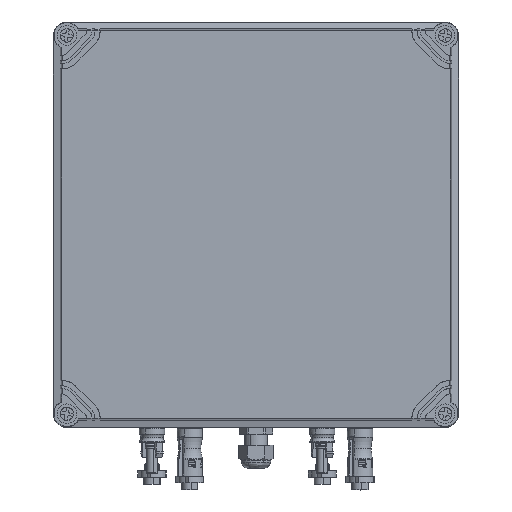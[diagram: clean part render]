
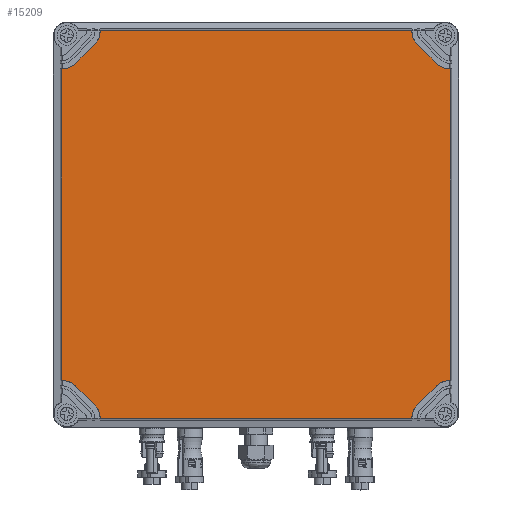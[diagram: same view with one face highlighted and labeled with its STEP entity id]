
A CAD part, top view. The second image highlights one B-rep face of the part: STEP entity #15209.
In plain terms, the highlighted planar face has unit normal (0, 0, 1).
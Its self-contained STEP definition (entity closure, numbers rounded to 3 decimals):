
#15012=AXIS2_PLACEMENT_3D('Circle Axis2P3D',#15010,#15011,$) ;
#15063=AXIS2_PLACEMENT_3D('Circle Axis2P3D',#15061,#15062,$) ;
#15078=AXIS2_PLACEMENT_3D('Plane Axis2P3D',#15075,#15076,#15077) ;
#15091=AXIS2_PLACEMENT_3D('Circle Axis2P3D',#15089,#15090,$) ;
#15105=AXIS2_PLACEMENT_3D('Circle Axis2P3D',#15103,#15104,$) ;
#15110=AXIS2_PLACEMENT_3D('Circle Axis2P3D',#15108,#15109,$) ;
#15124=AXIS2_PLACEMENT_3D('Circle Axis2P3D',#15122,#15123,$) ;
#15152=AXIS2_PLACEMENT_3D('Circle Axis2P3D',#15150,#15151,$) ;
#15166=AXIS2_PLACEMENT_3D('Circle Axis2P3D',#15164,#15165,$) ;
#14090=CARTESIAN_POINT('Vertex',(293.8,311.575,132.)) ;
#14107=CARTESIAN_POINT('Vertex',(292.908,311.577,132.)) ;
#14110=CARTESIAN_POINT('Line Origine',(293.354,311.571,132.)) ;
#14134=CARTESIAN_POINT('Vertex',(293.8,80.879,132.)) ;
#14137=CARTESIAN_POINT('Line Origine',(293.8,196.227,132.)) ;
#14169=CARTESIAN_POINT('Line Origine',(293.354,80.879,132.)) ;
#14173=CARTESIAN_POINT('Vertex',(292.907,80.879,132.)) ;
#14889=CARTESIAN_POINT('Vertex',(34.65,340.025,132.)) ;
#14906=CARTESIAN_POINT('Vertex',(34.648,339.132,132.)) ;
#14909=CARTESIAN_POINT('Line Origine',(34.654,339.579,132.)) ;
#14929=CARTESIAN_POINT('Line Origine',(149.998,340.025,132.)) ;
#14933=CARTESIAN_POINT('Vertex',(265.346,340.025,132.)) ;
#14961=CARTESIAN_POINT('Line Origine',(265.346,339.579,132.)) ;
#14965=CARTESIAN_POINT('Vertex',(265.346,339.132,132.)) ;
#15010=CARTESIAN_POINT('Axis2P3D Location',(279.346,339.525,132.)) ;
#15014=CARTESIAN_POINT('Vertex',(269.447,329.626,132.)) ;
#15040=CARTESIAN_POINT('Vertex',(283.401,315.672,132.)) ;
#15043=CARTESIAN_POINT('Line Origine',(276.424,322.649,132.)) ;
#15061=CARTESIAN_POINT('Axis2P3D Location',(293.3,325.571,132.)) ;
#15075=CARTESIAN_POINT('Axis2P3D Location',(6.2,52.425,132.)) ;
#15080=CARTESIAN_POINT('Line Origine',(265.349,52.871,132.)) ;
#15084=CARTESIAN_POINT('Vertex',(265.346,53.318,132.)) ;
#15086=CARTESIAN_POINT('Vertex',(265.35,52.425,132.)) ;
#15089=CARTESIAN_POINT('Axis2P3D Location',(279.356,52.915,132.)) ;
#15093=CARTESIAN_POINT('Vertex',(269.447,62.824,132.)) ;
#15096=CARTESIAN_POINT('Line Origine',(276.424,69.801,132.)) ;
#15100=CARTESIAN_POINT('Vertex',(283.401,76.778,132.)) ;
#15103=CARTESIAN_POINT('Axis2P3D Location',(293.31,66.869,132.)) ;
#15108=CARTESIAN_POINT('Axis2P3D Location',(20.644,339.535,132.)) ;
#15112=CARTESIAN_POINT('Vertex',(30.553,329.626,132.)) ;
#15115=CARTESIAN_POINT('Line Origine',(23.576,322.649,132.)) ;
#15119=CARTESIAN_POINT('Vertex',(16.599,315.672,132.)) ;
#15122=CARTESIAN_POINT('Axis2P3D Location',(6.69,325.581,132.)) ;
#15126=CARTESIAN_POINT('Vertex',(7.093,311.577,132.)) ;
#15129=CARTESIAN_POINT('Line Origine',(6.646,311.572,132.)) ;
#15133=CARTESIAN_POINT('Vertex',(6.2,311.571,132.)) ;
#15136=CARTESIAN_POINT('Line Origine',(6.2,196.223,132.)) ;
#15140=CARTESIAN_POINT('Vertex',(6.2,80.875,132.)) ;
#15143=CARTESIAN_POINT('Line Origine',(6.646,80.876,132.)) ;
#15147=CARTESIAN_POINT('Vertex',(7.093,80.879,132.)) ;
#15150=CARTESIAN_POINT('Axis2P3D Location',(6.69,66.869,132.)) ;
#15154=CARTESIAN_POINT('Vertex',(16.599,76.778,132.)) ;
#15157=CARTESIAN_POINT('Line Origine',(23.576,69.801,132.)) ;
#15161=CARTESIAN_POINT('Vertex',(30.553,62.824,132.)) ;
#15164=CARTESIAN_POINT('Axis2P3D Location',(20.644,52.915,132.)) ;
#15168=CARTESIAN_POINT('Vertex',(34.648,53.318,132.)) ;
#15171=CARTESIAN_POINT('Line Origine',(34.653,52.871,132.)) ;
#15175=CARTESIAN_POINT('Vertex',(34.654,52.425,132.)) ;
#15178=CARTESIAN_POINT('Line Origine',(150.002,52.425,132.)) ;
#14111=DIRECTION('Vector Direction',(1.,0.,0.)) ;
#14138=DIRECTION('Vector Direction',(0.,-1.,0.)) ;
#14170=DIRECTION('Vector Direction',(1.,0.,0.)) ;
#14910=DIRECTION('Vector Direction',(0.,1.,0.)) ;
#14930=DIRECTION('Vector Direction',(1.,0.,0.)) ;
#14962=DIRECTION('Vector Direction',(0.,1.,0.)) ;
#15011=DIRECTION('Axis2P3D Direction',(0.,0.,1.)) ;
#15044=DIRECTION('Vector Direction',(0.707,-0.707,0.)) ;
#15062=DIRECTION('Axis2P3D Direction',(0.,0.,1.)) ;
#15076=DIRECTION('Axis2P3D Direction',(0.,0.,1.)) ;
#15077=DIRECTION('Axis2P3D XDirection',(1.,0.,0.)) ;
#15081=DIRECTION('Vector Direction',(0.002,-1.,0.)) ;
#15090=DIRECTION('Axis2P3D Direction',(0.,0.,1.)) ;
#15097=DIRECTION('Vector Direction',(-0.707,-0.707,0.)) ;
#15104=DIRECTION('Axis2P3D Direction',(0.,0.,1.)) ;
#15109=DIRECTION('Axis2P3D Direction',(0.,0.,1.)) ;
#15116=DIRECTION('Vector Direction',(0.707,0.707,0.)) ;
#15123=DIRECTION('Axis2P3D Direction',(0.,0.,1.)) ;
#15130=DIRECTION('Vector Direction',(-1.,-0.002,0.)) ;
#15137=DIRECTION('Vector Direction',(0.,1.,0.)) ;
#15144=DIRECTION('Vector Direction',(-1.,-0.002,0.)) ;
#15151=DIRECTION('Axis2P3D Direction',(0.,0.,1.)) ;
#15158=DIRECTION('Vector Direction',(-0.707,0.707,0.)) ;
#15165=DIRECTION('Axis2P3D Direction',(0.,0.,1.)) ;
#15172=DIRECTION('Vector Direction',(0.002,-1.,0.)) ;
#15179=DIRECTION('Vector Direction',(-1.,0.,0.)) ;
#14112=VECTOR('Line Direction',#14111,1.) ;
#14139=VECTOR('Line Direction',#14138,1.) ;
#14171=VECTOR('Line Direction',#14170,1.) ;
#14911=VECTOR('Line Direction',#14910,1.) ;
#14931=VECTOR('Line Direction',#14930,1.) ;
#14963=VECTOR('Line Direction',#14962,1.) ;
#15045=VECTOR('Line Direction',#15044,1.) ;
#15082=VECTOR('Line Direction',#15081,1.) ;
#15098=VECTOR('Line Direction',#15097,1.) ;
#15117=VECTOR('Line Direction',#15116,1.) ;
#15131=VECTOR('Line Direction',#15130,1.) ;
#15138=VECTOR('Line Direction',#15137,1.) ;
#15145=VECTOR('Line Direction',#15144,1.) ;
#15159=VECTOR('Line Direction',#15158,1.) ;
#15173=VECTOR('Line Direction',#15172,1.) ;
#15180=VECTOR('Line Direction',#15179,1.) ;
#15184=ORIENTED_EDGE('',*,*,#15088,.F.) ;
#15185=ORIENTED_EDGE('',*,*,#15095,.F.) ;
#15186=ORIENTED_EDGE('',*,*,#15102,.F.) ;
#15187=ORIENTED_EDGE('',*,*,#15107,.F.) ;
#15188=ORIENTED_EDGE('',*,*,#14175,.T.) ;
#15189=ORIENTED_EDGE('',*,*,#14141,.F.) ;
#15190=ORIENTED_EDGE('',*,*,#14114,.F.) ;
#15191=ORIENTED_EDGE('',*,*,#15065,.F.) ;
#15192=ORIENTED_EDGE('',*,*,#15047,.F.) ;
#15193=ORIENTED_EDGE('',*,*,#15016,.F.) ;
#15194=ORIENTED_EDGE('',*,*,#14967,.T.) ;
#15195=ORIENTED_EDGE('',*,*,#14935,.F.) ;
#15196=ORIENTED_EDGE('',*,*,#14913,.F.) ;
#15197=ORIENTED_EDGE('',*,*,#15114,.F.) ;
#15198=ORIENTED_EDGE('',*,*,#15121,.F.) ;
#15199=ORIENTED_EDGE('',*,*,#15128,.F.) ;
#15200=ORIENTED_EDGE('',*,*,#15135,.T.) ;
#15201=ORIENTED_EDGE('',*,*,#15142,.F.) ;
#15202=ORIENTED_EDGE('',*,*,#15149,.F.) ;
#15203=ORIENTED_EDGE('',*,*,#15156,.F.) ;
#15204=ORIENTED_EDGE('',*,*,#15163,.F.) ;
#15205=ORIENTED_EDGE('',*,*,#15170,.F.) ;
#15206=ORIENTED_EDGE('',*,*,#15177,.T.) ;
#15207=ORIENTED_EDGE('',*,*,#15182,.F.) ;
#15209=ADVANCED_FACE('GH_FPC_30-30-13',(#15208),#15079,.T.) ;
#15013=CIRCLE('generated circle',#15012,14.) ;
#15064=CIRCLE('generated circle',#15063,14.) ;
#15092=CIRCLE('generated circle',#15091,14.014) ;
#15106=CIRCLE('generated circle',#15105,14.014) ;
#15111=CIRCLE('generated circle',#15110,14.014) ;
#15125=CIRCLE('generated circle',#15124,14.014) ;
#15153=CIRCLE('generated circle',#15152,14.014) ;
#15167=CIRCLE('generated circle',#15166,14.014) ;
#14114=EDGE_CURVE('',#14108,#14091,#14113,.T.) ;
#14141=EDGE_CURVE('',#14091,#14135,#14140,.T.) ;
#14175=EDGE_CURVE('',#14174,#14135,#14172,.T.) ;
#14913=EDGE_CURVE('',#14907,#14890,#14912,.T.) ;
#14935=EDGE_CURVE('',#14890,#14934,#14932,.T.) ;
#14967=EDGE_CURVE('',#14966,#14934,#14964,.T.) ;
#15016=EDGE_CURVE('',#14966,#15015,#15013,.T.) ;
#15047=EDGE_CURVE('',#15015,#15041,#15046,.T.) ;
#15065=EDGE_CURVE('',#15041,#14108,#15064,.T.) ;
#15088=EDGE_CURVE('',#15085,#15087,#15083,.T.) ;
#15095=EDGE_CURVE('',#15094,#15085,#15092,.T.) ;
#15102=EDGE_CURVE('',#15101,#15094,#15099,.T.) ;
#15107=EDGE_CURVE('',#14174,#15101,#15106,.T.) ;
#15114=EDGE_CURVE('',#15113,#14907,#15111,.T.) ;
#15121=EDGE_CURVE('',#15120,#15113,#15118,.T.) ;
#15128=EDGE_CURVE('',#15127,#15120,#15125,.T.) ;
#15135=EDGE_CURVE('',#15127,#15134,#15132,.T.) ;
#15142=EDGE_CURVE('',#15141,#15134,#15139,.T.) ;
#15149=EDGE_CURVE('',#15148,#15141,#15146,.T.) ;
#15156=EDGE_CURVE('',#15155,#15148,#15153,.T.) ;
#15163=EDGE_CURVE('',#15162,#15155,#15160,.T.) ;
#15170=EDGE_CURVE('',#15169,#15162,#15167,.T.) ;
#15177=EDGE_CURVE('',#15169,#15176,#15174,.T.) ;
#15182=EDGE_CURVE('',#15087,#15176,#15181,.T.) ;
#15183=EDGE_LOOP('',(#15184,#15185,#15186,#15187,#15188,#15189,#15190,#15191,#15192,#15193,#15194,#15195,#15196,#15197,#15198,#15199,#15200,#15201,#15202,#15203,#15204,#15205,#15206,#15207)) ;
#15208=FACE_OUTER_BOUND('',#15183,.T.) ;
#14113=LINE('Line',#14110,#14112) ;
#14140=LINE('Line',#14137,#14139) ;
#14172=LINE('Line',#14169,#14171) ;
#14912=LINE('Line',#14909,#14911) ;
#14932=LINE('Line',#14929,#14931) ;
#14964=LINE('Line',#14961,#14963) ;
#15046=LINE('Line',#15043,#15045) ;
#15083=LINE('Line',#15080,#15082) ;
#15099=LINE('Line',#15096,#15098) ;
#15118=LINE('Line',#15115,#15117) ;
#15132=LINE('Line',#15129,#15131) ;
#15139=LINE('Line',#15136,#15138) ;
#15146=LINE('Line',#15143,#15145) ;
#15160=LINE('Line',#15157,#15159) ;
#15174=LINE('Line',#15171,#15173) ;
#15181=LINE('Line',#15178,#15180) ;
#15079=PLANE('',#15078) ;
#14091=VERTEX_POINT('',#14090) ;
#14108=VERTEX_POINT('',#14107) ;
#14135=VERTEX_POINT('',#14134) ;
#14174=VERTEX_POINT('',#14173) ;
#14890=VERTEX_POINT('',#14889) ;
#14907=VERTEX_POINT('',#14906) ;
#14934=VERTEX_POINT('',#14933) ;
#14966=VERTEX_POINT('',#14965) ;
#15015=VERTEX_POINT('',#15014) ;
#15041=VERTEX_POINT('',#15040) ;
#15085=VERTEX_POINT('',#15084) ;
#15087=VERTEX_POINT('',#15086) ;
#15094=VERTEX_POINT('',#15093) ;
#15101=VERTEX_POINT('',#15100) ;
#15113=VERTEX_POINT('',#15112) ;
#15120=VERTEX_POINT('',#15119) ;
#15127=VERTEX_POINT('',#15126) ;
#15134=VERTEX_POINT('',#15133) ;
#15141=VERTEX_POINT('',#15140) ;
#15148=VERTEX_POINT('',#15147) ;
#15155=VERTEX_POINT('',#15154) ;
#15162=VERTEX_POINT('',#15161) ;
#15169=VERTEX_POINT('',#15168) ;
#15176=VERTEX_POINT('',#15175) ;
